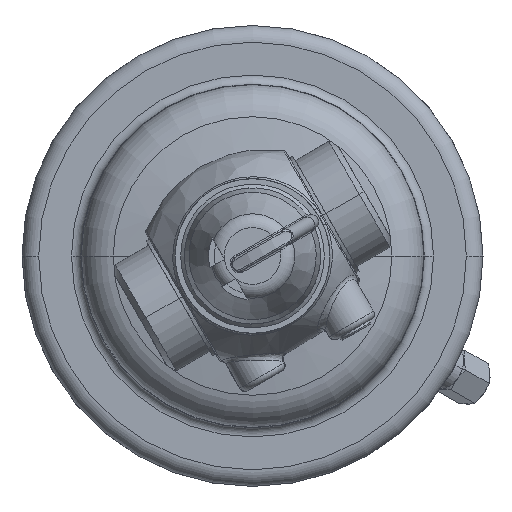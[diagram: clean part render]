
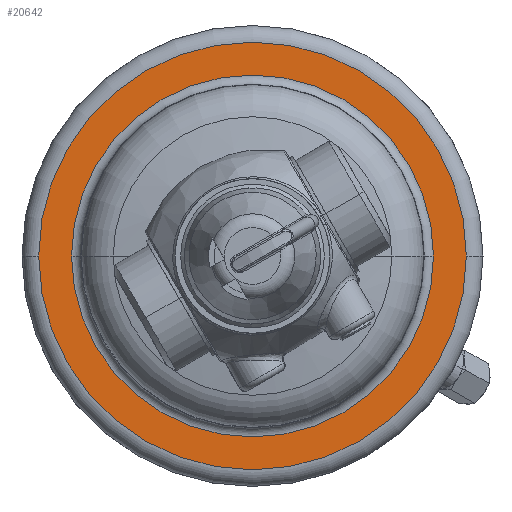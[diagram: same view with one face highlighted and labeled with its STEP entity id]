
A CAD part, left-side view. The second image highlights one B-rep face of the part: STEP entity #20642.
In plain terms, the highlighted planar face has unit normal (-1, 0, 0).
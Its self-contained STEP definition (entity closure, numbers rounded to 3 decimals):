
#181=CARTESIAN_POINT('',(-2.5,0.,0.));
#182=DIRECTION('',(1.,0.,0.));
#183=DIRECTION('',(0.,1.,0.));
#184=AXIS2_PLACEMENT_3D('',#181,#182,#183);
#186=CARTESIAN_POINT('',(-2.5,0.,0.));
#187=DIRECTION('',(-1.,0.,0.));
#188=DIRECTION('',(0.,1.,0.));
#189=AXIS2_PLACEMENT_3D('',#186,#187,#188);
#201=CARTESIAN_POINT('',(-2.5,0.,0.));
#202=DIRECTION('',(-1.,0.,0.));
#203=DIRECTION('',(0.,1.,0.));
#204=AXIS2_PLACEMENT_3D('',#201,#202,#203);
#206=CARTESIAN_POINT('',(-2.5,0.,0.));
#207=DIRECTION('',(1.,0.,0.));
#208=DIRECTION('',(0.,1.,0.));
#209=AXIS2_PLACEMENT_3D('',#206,#207,#208);
#18655=CARTESIAN_POINT('',(-2.5,58.05,0.));
#18657=VERTEX_POINT('',#18655);
#18658=CARTESIAN_POINT('',(-2.5,49.137,0.));
#18660=VERTEX_POINT('',#18658);
#18687=CARTESIAN_POINT('',(-2.5,-58.05,0.));
#18689=VERTEX_POINT('',#18687);
#18690=CARTESIAN_POINT('',(-2.5,-49.137,0.));
#18692=VERTEX_POINT('',#18690);
#20627=CARTESIAN_POINT('',(-2.5,0.,0.));
#20628=DIRECTION('',(1.,0.,0.));
#20629=DIRECTION('',(0.,-1.,0.));
#20630=AXIS2_PLACEMENT_3D('',#20627,#20628,#20629);
#20631=PLANE('',#20630);
#20632=ORIENTED_EDGE('',*,*,#20609,.T.);
#20633=ORIENTED_EDGE('',*,*,#20620,.F.);
#20634=EDGE_LOOP('',(#20632,#20633));
#20635=FACE_OUTER_BOUND('',#20634,.F.);
#20637=ORIENTED_EDGE('',*,*,#20636,.T.);
#20639=ORIENTED_EDGE('',*,*,#20638,.F.);
#20640=EDGE_LOOP('',(#20637,#20639));
#20641=FACE_BOUND('',#20640,.F.);
#20642=ADVANCED_FACE('',(#20635,#20641),#20631,.F.);
#185=CIRCLE('',#184,58.05);
#190=CIRCLE('',#189,58.05);
#205=CIRCLE('',#204,49.137);
#210=CIRCLE('',#209,49.137);
#20609=EDGE_CURVE('',#18657,#18689,#185,.T.);
#20620=EDGE_CURVE('',#18657,#18689,#190,.T.);
#20636=EDGE_CURVE('',#18660,#18692,#205,.T.);
#20638=EDGE_CURVE('',#18660,#18692,#210,.T.);
